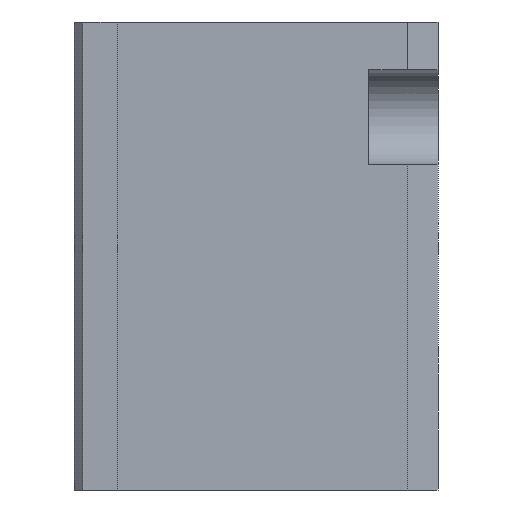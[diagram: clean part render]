
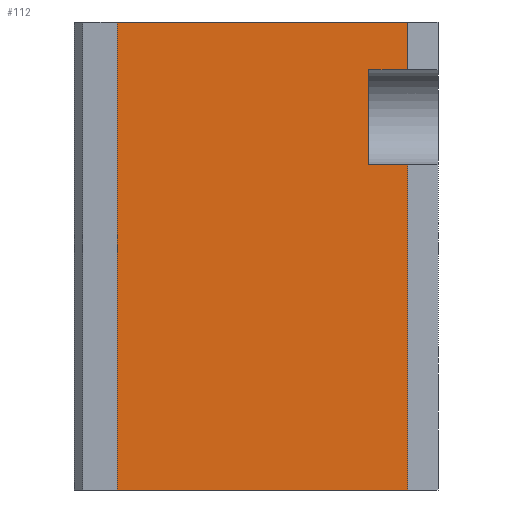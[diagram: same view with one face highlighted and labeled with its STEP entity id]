
A CAD part, left-side view. The second image highlights one B-rep face of the part: STEP entity #112.
In plain terms, the highlighted planar face has unit normal (-1, 0, 0).
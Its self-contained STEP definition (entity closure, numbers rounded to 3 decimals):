
#112 = ADVANCED_FACE( '', ( #211 ), #212, .T. );
#211 = FACE_OUTER_BOUND( '', #332, .T. );
#212 = PLANE( '', #333 );
#332 = EDGE_LOOP( '', ( #645, #646, #647, #648, #649, #650, #651, #652 ) );
#333 = AXIS2_PLACEMENT_3D( '', #653, #654, #655 );
#645 = ORIENTED_EDGE( '', *, *, #913, .T. );
#646 = ORIENTED_EDGE( '', *, *, #908, .T. );
#647 = ORIENTED_EDGE( '', *, *, #893, .T. );
#648 = ORIENTED_EDGE( '', *, *, #919, .T. );
#649 = ORIENTED_EDGE( '', *, *, #920, .T. );
#650 = ORIENTED_EDGE( '', *, *, #921, .F. );
#651 = ORIENTED_EDGE( '', *, *, #922, .T. );
#652 = ORIENTED_EDGE( '', *, *, #923, .T. );
#653 = CARTESIAN_POINT( '', ( -29., 3.5, 0. ) );
#654 = DIRECTION( '', ( -1., 0., 0. ) );
#655 = DIRECTION( '', ( 0., -1., 0. ) );
#893 = EDGE_CURVE( '', #1081, #1082, #1083, .T. );
#908 = EDGE_CURVE( '', #1109, #1081, #1110, .T. );
#913 = EDGE_CURVE( '', #1117, #1109, #1118, .T. );
#919 = EDGE_CURVE( '', #1082, #1127, #1128, .T. );
#920 = EDGE_CURVE( '', #1127, #1129, #1130, .T. );
#921 = EDGE_CURVE( '', #1131, #1129, #1132, .T. );
#922 = EDGE_CURVE( '', #1131, #1133, #1134, .T. );
#923 = EDGE_CURVE( '', #1133, #1117, #1135, .T. );
#1081 = VERTEX_POINT( '', #1472 );
#1082 = VERTEX_POINT( '', #1473 );
#1083 = LINE( '', #1474, #1475 );
#1109 = VERTEX_POINT( '', #1513 );
#1110 = LINE( '', #1514, #1515 );
#1117 = VERTEX_POINT( '', #1524 );
#1118 = LINE( '', #1525, #1526 );
#1127 = VERTEX_POINT( '', #1540 );
#1128 = LINE( '', #1541, #1542 );
#1129 = VERTEX_POINT( '', #1543 );
#1130 = LINE( '', #1544, #1545 );
#1131 = VERTEX_POINT( '', #1546 );
#1132 = LINE( '', #1547, #1548 );
#1133 = VERTEX_POINT( '', #1549 );
#1134 = LINE( '', #1550, #1551 );
#1135 = LINE( '', #1552, #1553 );
#1472 = CARTESIAN_POINT( '', ( -29., 8., 48.5 ) );
#1473 = CARTESIAN_POINT( '', ( -29., 3.5, 48.5 ) );
#1474 = CARTESIAN_POINT( '', ( -29., 5.75, 48.5 ) );
#1475 = VECTOR( '', #1795, 1. );
#1513 = CARTESIAN_POINT( '', ( -29., 8., 37.5 ) );
#1514 = CARTESIAN_POINT( '', ( -29., 8., 0. ) );
#1515 = VECTOR( '', #1814, 1. );
#1524 = CARTESIAN_POINT( '', ( -29., 3.5, 37.5 ) );
#1525 = CARTESIAN_POINT( '', ( -29., 5.75, 37.5 ) );
#1526 = VECTOR( '', #1823, 1. );
#1540 = CARTESIAN_POINT( '', ( -29., 3.5, 54. ) );
#1541 = CARTESIAN_POINT( '', ( -29., 3.5, 0. ) );
#1542 = VECTOR( '', #1829, 1. );
#1543 = CARTESIAN_POINT( '', ( -29., 37., 54. ) );
#1544 = CARTESIAN_POINT( '', ( -29., 37., 54. ) );
#1545 = VECTOR( '', #1830, 1. );
#1546 = CARTESIAN_POINT( '', ( -29., 37., 0. ) );
#1547 = CARTESIAN_POINT( '', ( -29., 37., 0. ) );
#1548 = VECTOR( '', #1831, 1. );
#1549 = CARTESIAN_POINT( '', ( -29., 3.5, 0. ) );
#1550 = CARTESIAN_POINT( '', ( -29., 37., 0. ) );
#1551 = VECTOR( '', #1832, 1. );
#1552 = CARTESIAN_POINT( '', ( -29., 3.5, 0. ) );
#1553 = VECTOR( '', #1833, 1. );
#1795 = DIRECTION( '', ( 0., -1., 0. ) );
#1814 = DIRECTION( '', ( 0., 0., 1. ) );
#1823 = DIRECTION( '', ( 0., 1., 0. ) );
#1829 = DIRECTION( '', ( 0., 0., 1. ) );
#1830 = DIRECTION( '', ( 0., 1., 0. ) );
#1831 = DIRECTION( '', ( 0., 0., 1. ) );
#1832 = DIRECTION( '', ( 0., -1., 0. ) );
#1833 = DIRECTION( '', ( 0., 0., 1. ) );
